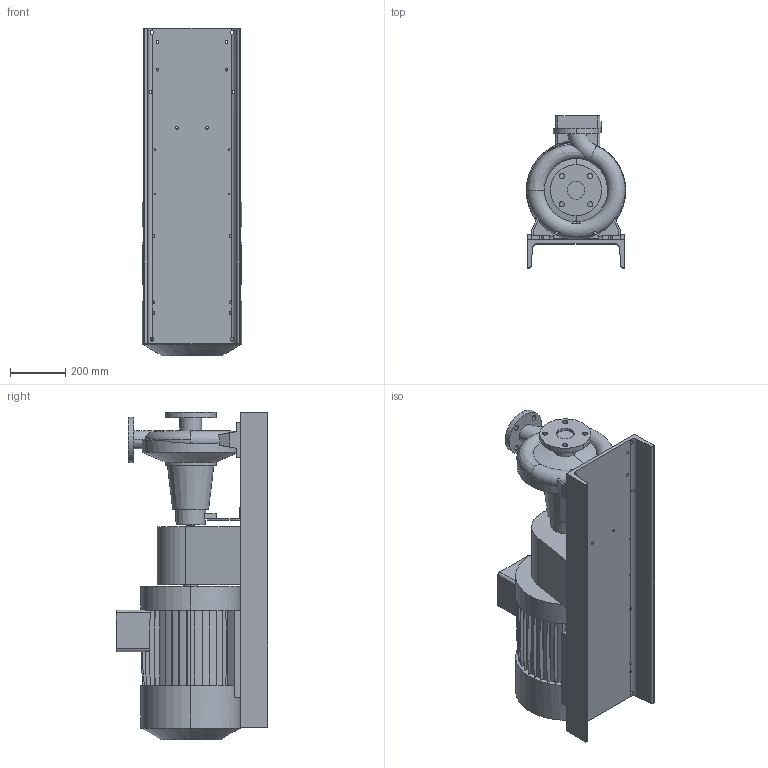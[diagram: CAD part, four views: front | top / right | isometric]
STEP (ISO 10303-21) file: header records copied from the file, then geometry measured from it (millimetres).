
FILE_DESCRIPTION (( 'STEP AP203' ), '1' );
FILE_NAME ('10018071swa00.step', '2023-07-07T12:27:03', ( '' ), ( '' ), 'SwSTEP 2.0', 'SolidWorks 2020', '' );
FILE_SCHEMA (( 'CONFIG_CONTROL_DESIGN' ));
Length unit declared in the file: millimetre
Products named in the file (5): 10012573swp00_320; 10017783swp00_50-250; 10018071swa00; 10018072swp00_180M 2-6; 10018097swp00_E30 svil.792
Assembly tree (4 placements, depth 2):
  10018071swa00
    10017783swp00_50-250
    10018097swp00_E30 svil.792
    10018072swp00_180M 2-6
    10012573swp00_320
Bounding box: 360 x 550 x 1185 mm (x, y, z)
Volume: 91796318.3 mm3; surface area: 3517314.2 mm2
Topology: 4 solids, 5 shells, 538 faces, 1563 edges, 1037 vertices
Faces by surface type: plane 365, cylinder 154, cone 11, torus 6, bspline 2
Entity records: 20205 total; most frequent: CARTESIAN_POINT 5166, ORIENTED_EDGE 3126, DIRECTION 2922, EDGE_CURVE 1563, VECTOR 1126, LINE 1126, VERTEX_POINT 1037, AXIS2_PLACEMENT_3D 898
